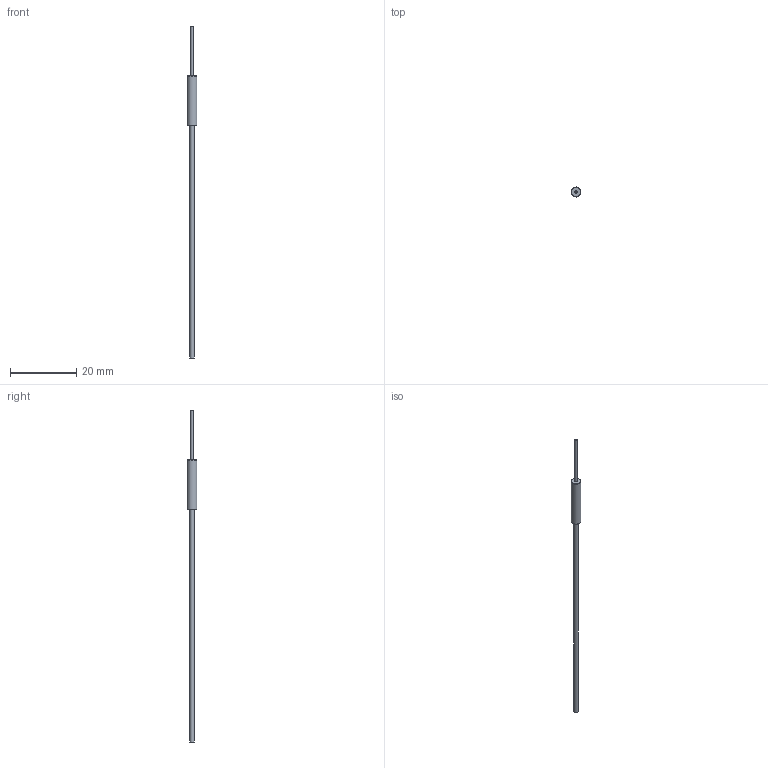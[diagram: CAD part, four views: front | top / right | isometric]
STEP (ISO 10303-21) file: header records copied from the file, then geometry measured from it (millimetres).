
FILE_DESCRIPTION(/* description */ (''),/* implementation_level */ '2;1');
FILE_NAME(/* name */ 'GPF-T019.stp',/* time_stamp */ '2018-12-17T11:44:36+09:00',/* author */ ('user'),/* organization */ (''),/* preprocessor_version */ 'ST-DEVELOPER v17',/* originating_system */ 'Autodesk Inventor 2018',/* authorisation */ '');
FILE_SCHEMA (('AUTOMOTIVE_DESIGN { 1 0 10303 214 3 1 1 }'));
Length unit declared in the file: millimetre
Products named in the file (1): GPF-T007-2
Bounding box: 3 x 3 x 100 mm (x, y, z)
Volume: 206.3 mm3; surface area: 477.6 mm2
Topology: 1 solids, 1 shells, 11 faces, 20 edges, 13 vertices
Faces by surface type: cylinder 4, plane 4, cone 2, sphere 1
Full cylindrical faces by diameter (mm): 0.5 x1, 0.8 x1, 1.3 x1, 3 x1
Entity records: 321 total; most frequent: DIRECTION 56, CARTESIAN_POINT 44, ORIENTED_EDGE 38, AXIS2_PLACEMENT_3D 25, EDGE_CURVE 19, EDGE_LOOP 14, CIRCLE 13, VERTEX_POINT 13
